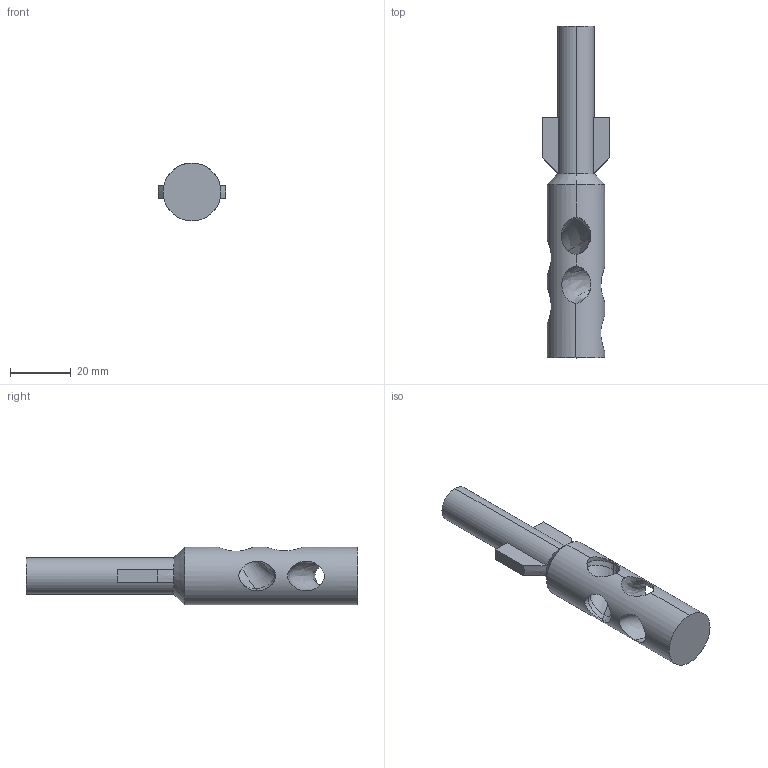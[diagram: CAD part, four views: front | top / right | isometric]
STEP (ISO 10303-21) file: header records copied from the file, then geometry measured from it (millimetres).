
FILE_DESCRIPTION (( 'STEP AP214' ), '1' );
FILE_NAME ('TMPT_Valve2.STEP', '2015-02-01T17:22:54', ( '' ), ( '' ), 'SwSTEP 2.0', 'SolidWorks 2014', '' );
FILE_SCHEMA (( 'AUTOMOTIVE_DESIGN' ));
Length unit declared in the file: millimetre
Products named in the file (1): TMPT_Valve2
Bounding box: 22.31 x 109.08 x 19 mm (x, y, z)
Volume: 19070.6 mm3; surface area: 7244.8 mm2
Topology: 1 solids, 1 shells, 32 faces, 83 edges, 53 vertices
Faces by surface type: bspline 14, plane 10, cone 4, cylinder 4
Entity records: 4012 total; most frequent: CARTESIAN_POINT 3312, ORIENTED_EDGE 166, DIRECTION 84, EDGE_CURVE 83, VERTEX_POINT 53, B_SPLINE_CURVE_WITH_KNOTS 49, EDGE_LOOP 38, FACE_OUTER_BOUND 32
